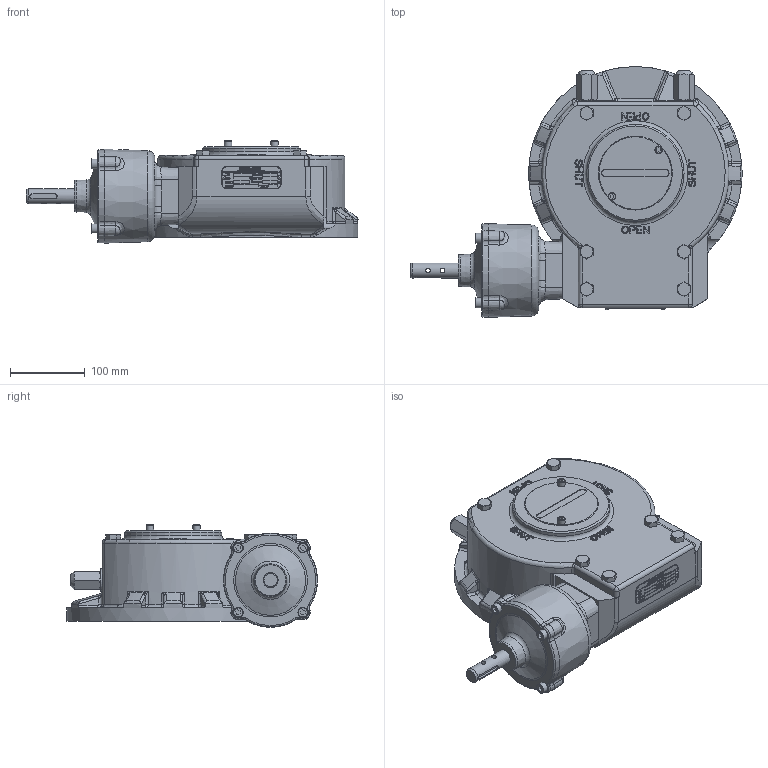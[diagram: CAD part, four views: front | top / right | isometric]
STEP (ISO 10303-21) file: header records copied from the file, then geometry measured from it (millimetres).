
FILE_DESCRIPTION(/* description */ ('Unknown'),/* implementation_level */ '2;1');
FILE_NAME(/* name */ 'AB1950SS-PR4 RH r01',/* time_stamp */ '2018-05-24T10:56:19+02:00',/* author */ ('Unknown'),/* organization */ ('Unknown'),/* preprocessor_version */ 'ST-DEVELOPER v16.7',/* originating_system */ 'DEX',/* authorisation */ $);
FILE_SCHEMA (('AUTOMOTIVE_DESIGN {1 0 10303 214 3 1 1}'));
Length unit declared in the file: millimetre
Products named in the file (1): AB1950SS-PR4 RH
Bounding box: 443.44 x 335.19 x 136.59 mm (x, y, z)
Volume: 7848215.4 mm3; surface area: 335465.4 mm2
Topology: 1 solids, 7 shells, 1861 faces, 4700 edges, 3044 vertices
Faces by surface type: plane 1259, bspline 335, cylinder 111, cone 97, torus 53, sphere 6
Full cylindrical faces by diameter (mm): 6 x2, 6.647 x8, 8 x2, 10 x2, 13.27 x4, 20 x1, 30 x3, 32 x2, 99 x1, 100 x2, 130 x1
Entity records: 79785 total; most frequent: CARTESIAN_POINT 26160, ORIENTED_EDGE 9076, DIRECTION 6696, EDGE_CURVE 4538, VERTEX_POINT 3010, LINE 2692, VECTOR 2692, FACE_BOUND 2190
